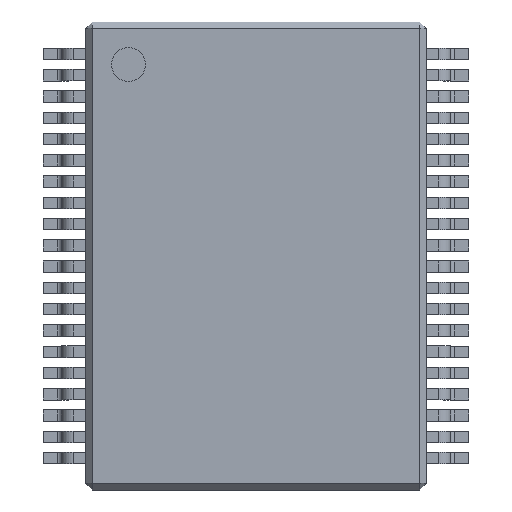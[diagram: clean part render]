
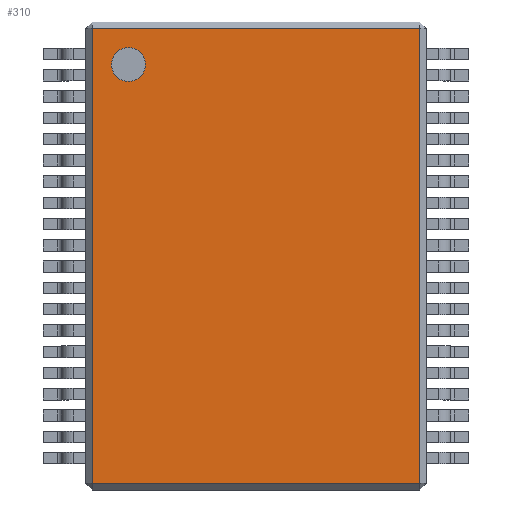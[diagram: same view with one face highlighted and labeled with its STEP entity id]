
A CAD part, top view. The second image highlights one B-rep face of the part: STEP entity #310.
In plain terms, the highlighted planar face has unit normal (0, 0, 1).
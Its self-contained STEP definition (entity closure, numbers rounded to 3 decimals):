
#13=DIRECTION('',(0.,0.,1.));
#14=DIRECTION('',(1.,0.,0.));
#103=VECTOR('',#104,1.);
#104=DIRECTION('',(0.,1.,0.));
#179=VERTEX_POINT('',#180);
#180=CARTESIAN_POINT('',(-3.85,-5.35,2.));
#188=VERTEX_POINT('',#189);
#189=CARTESIAN_POINT('',(-3.85,5.35,2.));
#194=ORIENTED_EDGE('',*,*,#195,.F.);
#195=EDGE_CURVE('',#179,#188,#196,.T.);
#196=LINE('',#197,#103);
#197=CARTESIAN_POINT('',(-3.85,-5.5,2.));
#267=VECTOR('',#14,1.);
#310=ADVANCED_FACE('',(#311,#329),#338,.T.);
#311=FACE_BOUND('',#312,.T.);
#312=EDGE_LOOP('',(#194,#313,#319,#325));
#313=ORIENTED_EDGE('',*,*,#314,.T.);
#314=EDGE_CURVE('',#179,#315,#317,.T.);
#315=VERTEX_POINT('',#316);
#316=CARTESIAN_POINT('',(3.85,-5.35,2.));
#317=LINE('',#318,#267);
#318=CARTESIAN_POINT('',(-4.,-5.35,2.));
#319=ORIENTED_EDGE('',*,*,#320,.T.);
#320=EDGE_CURVE('',#315,#321,#323,.T.);
#321=VERTEX_POINT('',#322);
#322=CARTESIAN_POINT('',(3.85,5.35,2.));
#323=LINE('',#324,#103);
#324=CARTESIAN_POINT('',(3.85,-5.5,2.));
#325=ORIENTED_EDGE('',*,*,#326,.F.);
#326=EDGE_CURVE('',#188,#321,#327,.T.);
#327=LINE('',#328,#267);
#328=CARTESIAN_POINT('',(-4.,5.35,2.));
#329=FACE_BOUND('',#330,.T.);
#330=EDGE_LOOP('',(#331));
#331=ORIENTED_EDGE('',*,*,#332,.F.);
#332=EDGE_CURVE('',#333,#333,#335,.T.);
#333=VERTEX_POINT('',#334);
#334=CARTESIAN_POINT('',(-2.6,4.5,2.));
#335=CIRCLE('',#336,0.4);
#336=AXIS2_PLACEMENT_3D('',#337,#13,#14);
#337=CARTESIAN_POINT('',(-3.,4.5,2.));
#338=PLANE('',#339);
#339=AXIS2_PLACEMENT_3D('',#340,#13,#14);
#340=CARTESIAN_POINT('',(-4.,-5.5,2.));
